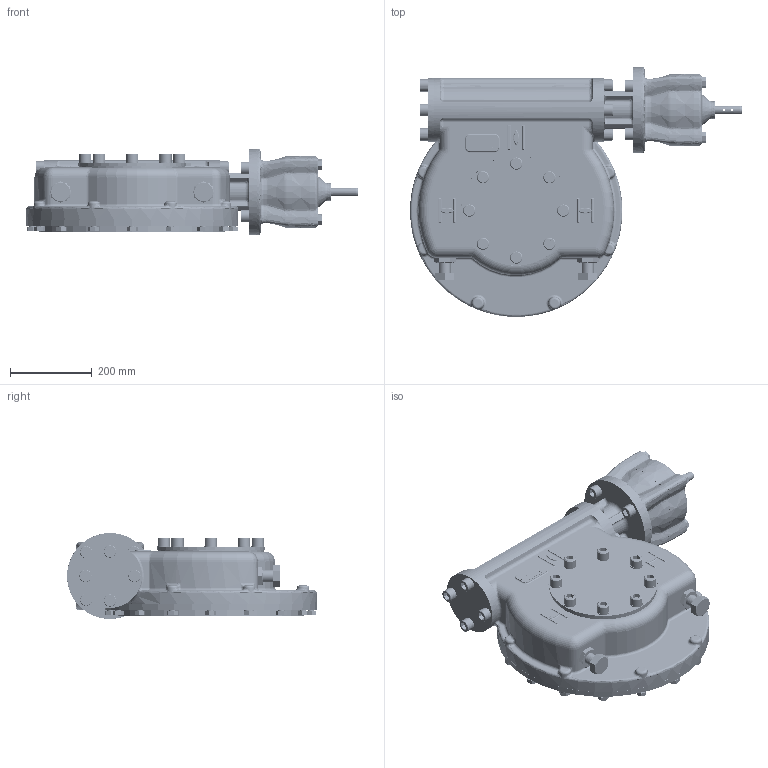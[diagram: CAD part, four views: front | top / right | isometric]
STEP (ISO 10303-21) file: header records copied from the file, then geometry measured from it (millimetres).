
FILE_DESCRIPTION(/* description */ ('Unknown'),/* implementation_level */ '2;1');
FILE_NAME(/* name */ 'PUB-HOW82-MPR28-MAN_SOLID_0-1',/* time_stamp */ '2019-10-23T10:08:14+01:00',/* author */ ('Unknown'),/* organization */ ('Unknown'),/* preprocessor_version */ 'ST-DEVELOPER v16.7',/* originating_system */ 'DEX',/* authorisation */ $);
FILE_SCHEMA (('AUTOMOTIVE_DESIGN {1 0 10303 214 3 1 1}'));
Products named in the file (1): PUB-HOW82-MPR28-MAN_SOLID_0-1
Bounding box: 812.44 x 611.38 x 210.06 mm (x, y, z)
Volume: 33879738.5 mm3; surface area: 1519783.5 mm2
Topology: 1 solids, 1 shells, 7462 faces, 20719 edges, 13476 vertices
Faces by surface type: cylinder 2723, plane 2250, bspline 1562, cone 519, torus 374, sphere 34
Full cylindrical faces by diameter (mm): 2.5 x2, 5 x3, 6 x6, 13.835 x16, 15 x3, 16 x15, 17 x18, 20 x3, 22.098 x1, 23 x2, 25 x4, 25.4 x2, 26 x2, 28 x3, 30 x23, 30.7 x8, 36 x1, 130 x1, 138 x1, 155 x1, 162 x1, 165 x1, 195 x1, 210 x1, 260 x1, 270 x1, 454.5 x1
Entity records: 298632 total; most frequent: CARTESIAN_POINT 122000, ORIENTED_EDGE 40132, DIRECTION 32236, EDGE_CURVE 20066, VERTEX_POINT 13317, AXIS2_PLACEMENT_3D 12886, FACE_BOUND 8449, EDGE_LOOP 8439
